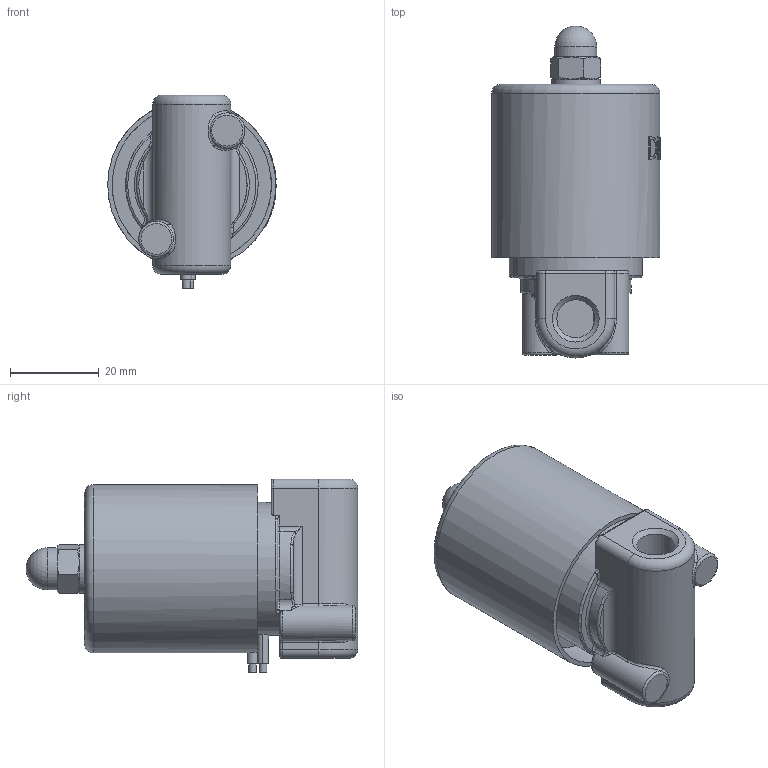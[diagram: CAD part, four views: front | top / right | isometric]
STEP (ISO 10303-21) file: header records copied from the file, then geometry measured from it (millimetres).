
FILE_DESCRIPTION(/* description */ (''),/* implementation_level */ '2;1');
FILE_NAME(/* name */ 'DN6_3D_STEP.stp',/* time_stamp */ '2025-07-20T19:23:34+03:00',/* author */ ('igorr'),/* organization */ (''),/* preprocessor_version */ 'ST-DEVELOPER v20',/* originating_system */ 'Autodesk Inventor 2025',/* authorisation */ '');
FILE_SCHEMA (('AUTOMOTIVE_DESIGN { 1 0 10303 214 3 1 1 }'));
Length unit declared in the file: millimetre
Products named in the file (4): Сборка1; Деталь1; AS 1237 - 6; CNS 4473 - M 6
Assembly tree (3 placements, depth 2):
  Сборка1
    Деталь1
    AS 1237 - 6
    CNS 4473 - M 6
Bounding box: 38.1 x 75 x 43.75 mm (x, y, z)
Volume: 57865.8 mm3; surface area: 12599 mm2
Topology: 3 solids, 3 shells, 220 faces, 532 edges, 328 vertices
Faces by surface type: plane 79, cylinder 59, bspline 40, torus 25, cone 16, sphere 1
Full cylindrical faces by diameter (mm): 1.7 x2, 4.917 x1, 6 x1, 6.4 x1, 8.566 x2, 9.5 x1, 11 x1, 30 x1, 36 x1, 38 x1
Entity records: 8077 total; most frequent: CARTESIAN_POINT 2795, ORIENTED_EDGE 1060, DIRECTION 991, EDGE_CURVE 530, AXIS2_PLACEMENT_3D 398, VERTEX_POINT 328, EDGE_LOOP 239, FACE_OUTER_BOUND 220
